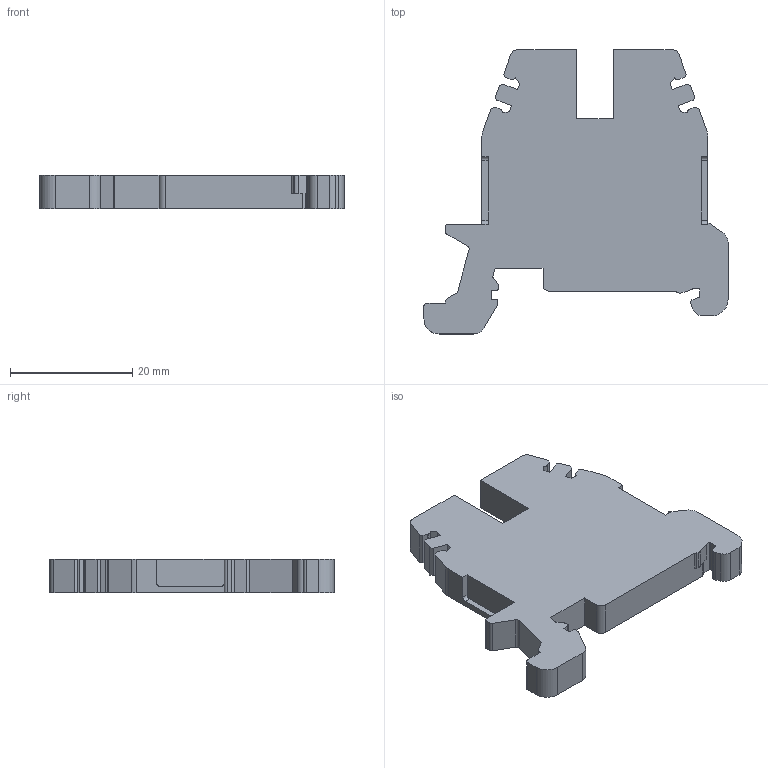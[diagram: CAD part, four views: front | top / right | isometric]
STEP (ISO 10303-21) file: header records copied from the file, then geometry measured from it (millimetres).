
FILE_DESCRIPTION((''),'2;1');
FILE_NAME('ASM0001_ASM','2022-09-22T09:44:32',('klemen.sitar'),('Audax d.o.o.'),'CREO PARAMETRIC BY PTC INC, 2021304','CREO PARAMETRIC BY PTC INC, 2021304','');
FILE_SCHEMA(('AP242_MANAGED_MODEL_BASED_3D_ENGINEERING_MIM_LF { 1 0 10303 442 1 1 4 }'));
Length unit declared in the file: millimetre
Products named in the file (3): TEO_2; TYPE_1___FI-3_36MM; ASM0001_ASM
Assembly tree (3 placements, depth 2):
  ASM0001_ASM
    TEO_2
    TYPE_1___FI-3_36MM  x2
Bounding box: 49.8 x 46.5 x 5.5 mm (x, y, z)
Volume: 7787.4 mm3; surface area: 4351.5 mm2
Topology: 3 solids, 3 shells, 211 faces, 612 edges, 407 vertices
Faces by surface type: plane 122, cylinder 53, cone 16, bspline 10, extrusion 4, sphere 4, torus 2
Entity records: 9682 total; most frequent: CARTESIAN_POINT 2110, ORIENTED_EDGE 972, DIRECTION 903, PRESENTATION_STYLE_ASSIGNMENT 665, STYLED_ITEM 665, CURVE_STYLE 495, EDGE_CURVE 486, VECTOR 333
